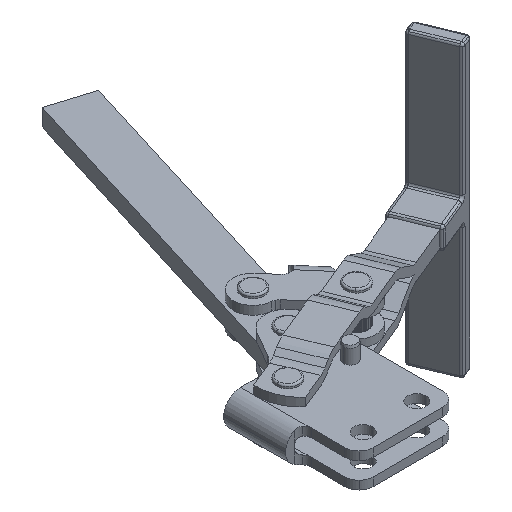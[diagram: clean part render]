
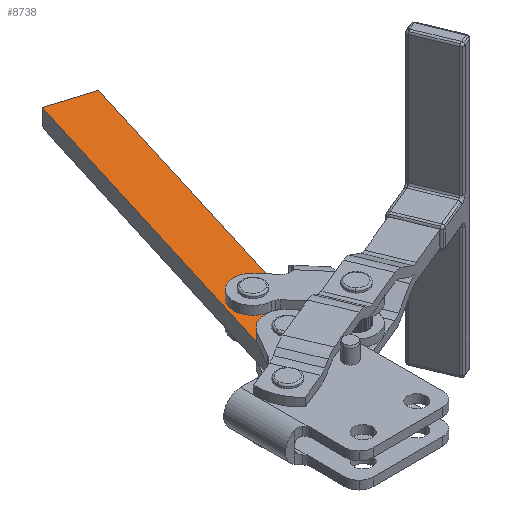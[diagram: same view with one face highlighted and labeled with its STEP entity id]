
A CAD part, isometric view. The second image highlights one B-rep face of the part: STEP entity #8738.
In plain terms, the highlighted planar face has unit normal (0, 0, 1).
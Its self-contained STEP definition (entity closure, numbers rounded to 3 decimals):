
#4265=CARTESIAN_POINT('',(29.107,8.277,-3.422));
#4266=VERTEX_POINT('',#4265);
#4282=CARTESIAN_POINT('',(27.962,8.581,-3.422));
#4283=VERTEX_POINT('',#4282);
#4290=CARTESIAN_POINT('',(27.779,5.587,-3.422));
#4291=DIRECTION('',(0.,0.,1.0));
#4292=DIRECTION('',(0.443,0.897,0.));
#4293=AXIS2_PLACEMENT_3D('',#4290,#4291,#4292);
#4294=CIRCLE('',#4293,3.);
#4295=EDGE_CURVE('',#4266,#4283,#4294,.T.);
#4307=CARTESIAN_POINT('',(27.645,22.529,-3.422));
#4308=VERTEX_POINT('',#4307);
#4324=CARTESIAN_POINT('',(33.675,20.155,-3.422));
#4325=VERTEX_POINT('',#4324);
#4332=CARTESIAN_POINT('',(28.388,15.568,-3.422));
#4333=DIRECTION('',(0.,0.,-1.0));
#4334=DIRECTION('',(-0.106,0.994,0.));
#4335=AXIS2_PLACEMENT_3D('',#4332,#4333,#4334);
#4336=CIRCLE('',#4335,7.);
#4337=EDGE_CURVE('',#4308,#4325,#4336,.T.);
#6450=CARTESIAN_POINT('',(30.85,-3.505,-3.422));
#6451=VERTEX_POINT('',#6450);
#6500=CARTESIAN_POINT('',(15.474,0.931,-3.422));
#6501=VERTEX_POINT('',#6500);
#7591=CARTESIAN_POINT('',(30.85,-2.293,-3.422));
#7592=VERTEX_POINT('',#7591);
#7593=CARTESIAN_POINT('',(30.85,-2.293,-3.422));
#7594=DIRECTION('',(0.0,-1.0,0.0));
#7595=VECTOR('',#7594,1.212);
#7596=LINE('',#7593,#7595);
#7597=EDGE_CURVE('',#7592,#6451,#7596,.T.);
#7701=CARTESIAN_POINT('',(15.922,1.707,-3.422));
#7702=VERTEX_POINT('',#7701);
#7717=CARTESIAN_POINT('',(22.85,-2.293,-3.422));
#7718=DIRECTION('',(0.0,0.0,-1.0));
#7719=DIRECTION('',(-1.0,0.0,0.0));
#7720=AXIS2_PLACEMENT_3D('',#7717,#7718,#7719);
#7721=CIRCLE('',#7720,8.0);
#7722=EDGE_CURVE('',#7702,#7592,#7721,.T.);
#7740=CARTESIAN_POINT('',(15.922,1.707,-3.422));
#7741=DIRECTION('',(-0.5,-0.866,0.));
#7742=VECTOR('',#7741,0.896);
#7743=LINE('',#7740,#7742);
#7744=EDGE_CURVE('',#7702,#6501,#7743,.T.);
#8666=CARTESIAN_POINT('',(38.989,49.762,-3.422));
#8667=DIRECTION('',(0.0,0.0,-1.0));
#8668=DIRECTION('',(-0.296,-0.955,0.0));
#8669=AXIS2_PLACEMENT_3D('',#8666,#8667,#8668);
#8670=PLANE('',#8669);
#8671=CARTESIAN_POINT('',(36.998,16.325,-3.422));
#8672=VERTEX_POINT('',#8671);
#8673=CARTESIAN_POINT('',(33.675,20.155,-3.422));
#8674=DIRECTION('',(0.655,-0.755,0.));
#8675=VECTOR('',#8674,5.07);
#8676=LINE('',#8673,#8675);
#8677=EDGE_CURVE('',#4325,#8672,#8676,.T.);
#8678=ORIENTED_EDGE('',*,*,#8677,.T.);
#8679=CARTESIAN_POINT('',(65.139,107.09,-3.422));
#8680=VERTEX_POINT('',#8679);
#8681=CARTESIAN_POINT('',(65.139,107.09,-3.422));
#8682=DIRECTION('',(-0.296,-0.955,0.));
#8683=VECTOR('',#8682,95.027);
#8684=LINE('',#8681,#8683);
#8685=EDGE_CURVE('',#8680,#8672,#8684,.T.);
#8686=ORIENTED_EDGE('',*,*,#8685,.F.);
#8687=CARTESIAN_POINT('',(49.857,111.828,-3.422));
#8688=VERTEX_POINT('',#8687);
#8689=CARTESIAN_POINT('',(49.857,111.828,-3.422));
#8690=DIRECTION('',(0.955,-0.296,0.));
#8691=VECTOR('',#8690,16.);
#8692=LINE('',#8689,#8691);
#8693=EDGE_CURVE('',#8688,#8680,#8692,.T.);
#8694=ORIENTED_EDGE('',*,*,#8693,.F.);
#8695=CARTESIAN_POINT('',(15.474,0.931,-3.422));
#8696=DIRECTION('',(0.296,0.955,0.));
#8697=VECTOR('',#8696,116.104);
#8698=LINE('',#8695,#8697);
#8699=EDGE_CURVE('',#6501,#8688,#8698,.T.);
#8700=ORIENTED_EDGE('',*,*,#8699,.F.);
#8701=ORIENTED_EDGE('',*,*,#7744,.F.);
#8702=ORIENTED_EDGE('',*,*,#7722,.T.);
#8703=ORIENTED_EDGE('',*,*,#7597,.T.);
#8704=CARTESIAN_POINT('',(33.163,3.958,-3.422));
#8705=VERTEX_POINT('',#8704);
#8706=CARTESIAN_POINT('',(33.163,3.958,-3.422));
#8707=DIRECTION('',(-0.296,-0.955,0.));
#8708=VECTOR('',#8707,7.813);
#8709=LINE('',#8706,#8708);
#8710=EDGE_CURVE('',#8705,#6451,#8709,.T.);
#8711=ORIENTED_EDGE('',*,*,#8710,.F.);
#8712=CARTESIAN_POINT('',(30.045,7.552,-3.422));
#8713=VERTEX_POINT('',#8712);
#8714=CARTESIAN_POINT('',(33.163,3.958,-3.422));
#8715=DIRECTION('',(-0.655,0.755,0.));
#8716=VECTOR('',#8715,4.759);
#8717=LINE('',#8714,#8716);
#8718=EDGE_CURVE('',#8705,#8713,#8717,.T.);
#8719=ORIENTED_EDGE('',*,*,#8718,.T.);
#8720=CARTESIAN_POINT('',(27.779,5.587,-3.422));
#8721=DIRECTION('',(0.,0.,1.0));
#8722=DIRECTION('',(0.443,0.897,0.));
#8723=AXIS2_PLACEMENT_3D('',#8720,#8721,#8722);
#8724=CIRCLE('',#8723,3.);
#8725=EDGE_CURVE('',#8713,#4266,#8724,.T.);
#8726=ORIENTED_EDGE('',*,*,#8725,.T.);
#8727=ORIENTED_EDGE('',*,*,#4295,.T.);
#8728=CARTESIAN_POINT('',(28.388,15.568,-3.422));
#8729=DIRECTION('',(0.,0.,-1.0));
#8730=DIRECTION('',(-0.106,0.994,0.));
#8731=AXIS2_PLACEMENT_3D('',#8728,#8729,#8730);
#8732=CIRCLE('',#8731,7.);
#8733=EDGE_CURVE('',#4283,#4308,#8732,.T.);
#8734=ORIENTED_EDGE('',*,*,#8733,.T.);
#8735=ORIENTED_EDGE('',*,*,#4337,.T.);
#8736=EDGE_LOOP('',(#8678,#8686,#8694,#8700,#8701,#8702,#8703,#8711,#8719,#8726,#8727,#8734,#8735));
#8737=FACE_OUTER_BOUND('',#8736,.T.);
#8738=ADVANCED_FACE('',(#8737),#8670,.F.);
